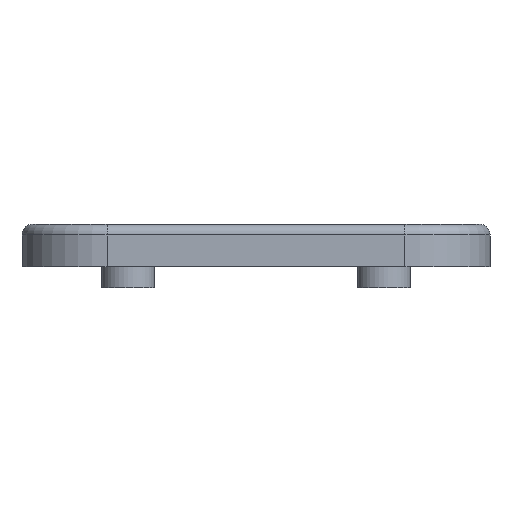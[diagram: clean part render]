
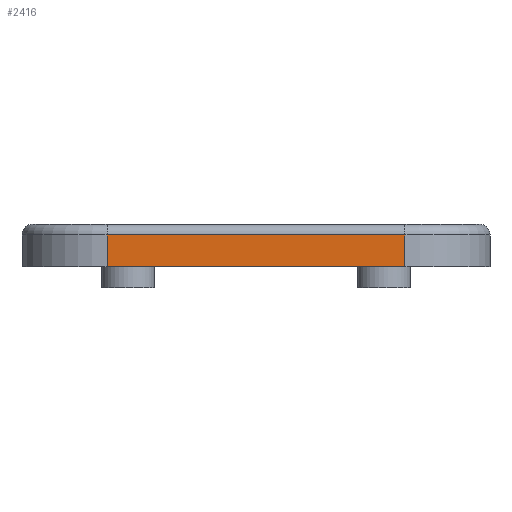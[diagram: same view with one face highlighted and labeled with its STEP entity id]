
A CAD part, front view. The second image highlights one B-rep face of the part: STEP entity #2416.
In plain terms, the highlighted planar face has unit normal (0, -1, 0).
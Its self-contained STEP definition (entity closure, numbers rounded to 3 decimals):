
#33 = EDGE_CURVE ( 'NONE', #336, #473, #2128, .T. ) ;
#110 = LINE ( 'NONE', #2131, #443 ) ;
#185 = VECTOR ( 'NONE', #2478, 1000. ) ;
#245 = ORIENTED_EDGE ( 'NONE', *, *, #2977, .T. ) ;
#336 = VERTEX_POINT ( 'NONE', #2616 ) ;
#440 = EDGE_CURVE ( 'NONE', #336, #501, #1473, .T. ) ;
#443 = VECTOR ( 'NONE', #855, 1000. ) ;
#451 = CARTESIAN_POINT ( 'NONE',  ( -14., -150.13, -15. ) ) ;
#473 = VERTEX_POINT ( 'NONE', #2993 ) ;
#501 = VERTEX_POINT ( 'NONE', #2466 ) ;
#518 = VERTEX_POINT ( 'NONE', #696 ) ;
#696 = CARTESIAN_POINT ( 'NONE',  ( -14., -150.13, 2. ) ) ;
#819 = CARTESIAN_POINT ( 'NONE',  ( -22., -150.13, -1. ) ) ;
#855 = DIRECTION ( 'NONE',  ( -1., 0., 0. ) ) ;
#879 = VECTOR ( 'NONE', #1856, 1000. ) ;
#905 = EDGE_CURVE ( 'NONE', #518, #473, #2251, .T. ) ;
#1015 = ORIENTED_EDGE ( 'NONE', *, *, #440, .T. ) ;
#1473 = LINE ( 'NONE', #2711, #1668 ) ;
#1598 = ORIENTED_EDGE ( 'NONE', *, *, #905, .T. ) ;
#1668 = VECTOR ( 'NONE', #1957, 1000. ) ;
#1856 = DIRECTION ( 'NONE',  ( -1., 0., 0. ) ) ;
#1957 = DIRECTION ( 'NONE',  ( 0., 0., 1. ) ) ;
#1982 = FACE_OUTER_BOUND ( 'NONE', #2324, .T. ) ;
#2128 = LINE ( 'NONE', #819, #879 ) ;
#2131 = CARTESIAN_POINT ( 'NONE',  ( -22., -150.13, 2. ) ) ;
#2251 = LINE ( 'NONE', #451, #185 ) ;
#2324 = EDGE_LOOP ( 'NONE', ( #1015, #245, #1598, #3124 ) ) ;
#2416 = ADVANCED_FACE ( 'NONE', ( #1982 ), #3002, .T. ) ;
#2466 = CARTESIAN_POINT ( 'NONE',  ( 14., -150.13, 2. ) ) ;
#2478 = DIRECTION ( 'NONE',  ( 0., 0., -1. ) ) ;
#2495 = DIRECTION ( 'NONE',  ( 0., 0., -1. ) ) ;
#2616 = CARTESIAN_POINT ( 'NONE',  ( 14., -150.13, -1. ) ) ;
#2711 = CARTESIAN_POINT ( 'NONE',  ( 14., -150.13, -15. ) ) ;
#2730 = CARTESIAN_POINT ( 'NONE',  ( -22., -150.13, -15. ) ) ;
#2977 = EDGE_CURVE ( 'NONE', #501, #518, #110, .T. ) ;
#2993 = CARTESIAN_POINT ( 'NONE',  ( -14., -150.13, -1. ) ) ;
#3002 = PLANE ( 'NONE',  #3056 ) ;
#3056 = AXIS2_PLACEMENT_3D ( 'NONE', #2730, #3190, #2495 ) ;
#3124 = ORIENTED_EDGE ( 'NONE', *, *, #33, .F. ) ;
#3190 = DIRECTION ( 'NONE',  ( 0., -1., 0. ) ) ;
